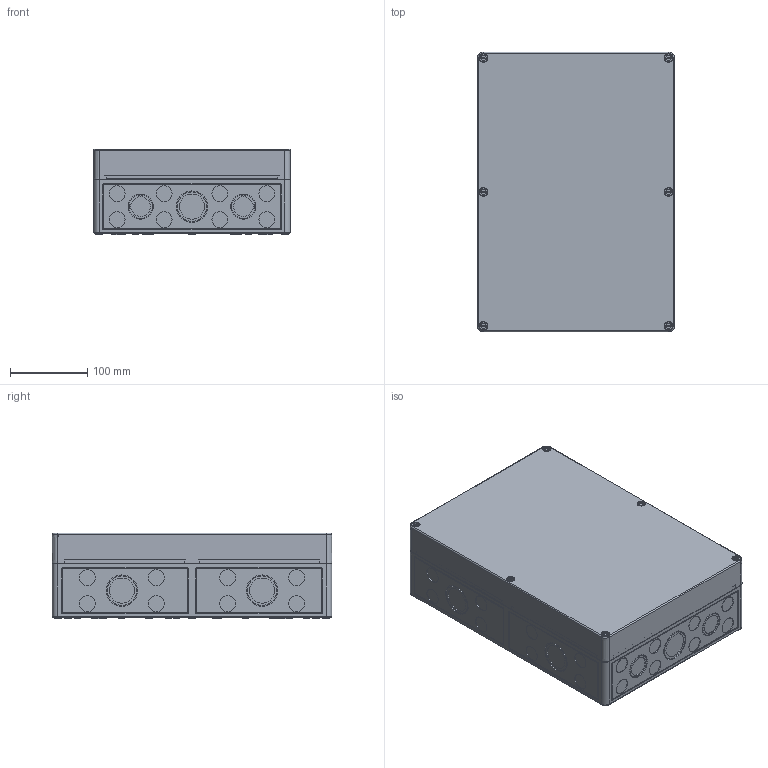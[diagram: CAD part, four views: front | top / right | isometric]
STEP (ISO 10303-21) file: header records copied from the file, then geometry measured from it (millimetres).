
FILE_DESCRIPTION(/* description */ ('STEP AP214'),/* implementation_level */ '2;1');
FILE_NAME(/* name */ '4428.2_CK_PC_3625_111_MV',/* time_stamp */ '2024-01-17T09:02:16+01:00',/* author */ ('License CC BY-ND 4.0'),/* organization */ ('CADENAS'),/* preprocessor_version */ 'ST-DEVELOPER v19.3',/* originating_system */ 'PARTsolutions',/* authorisation */ ' ');
FILE_SCHEMA (('AUTOMOTIVE_DESIGN {1 0 10303 214 3 1 1}'));
Length unit declared in the file: millimetre
Products named in the file (4): 4428.2_CK_PC_3625_111_MV; Schraube_CK58mm-grau; Deckel_CK_PC_3625_111_MV
Assembly tree (8 placements, depth 2):
  4428.2_CK_PC_3625_111_MV
    Schraube_CK58mm-grau  x6
    Deckel_CK_PC_3625_111_MV
    4428.2_CK_PC_3625_111_MV
Bounding box: 254 x 361 x 110.7 mm (x, y, z)
Volume: 1084539.4 mm3; surface area: 691468.2 mm2
Topology: 8 solids, 8 shells, 1573 faces, 3726 edges, 2455 vertices
Faces by surface type: plane 1009, cylinder 488, cone 62, torus 14
Full cylindrical faces by diameter (mm): 2.2 x2, 3.4 x22, 5 x10, 5.8 x12, 7 x6, 8 x30, 8.376 x6, 9 x6, 10.5 x6, 10.518 x6, 14 x4, 17 x4, 19 x4, 20.5 x32, 25.5 x4, 29.96 x4, 32.5 x10, 37.96 x6, 40.5 x6
Entity records: 33533 total; most frequent: DIRECTION 6026, CARTESIAN_POINT 5690, ORIENTED_EDGE 5200, EDGE_CURVE 2600, AXIS2_PLACEMENT_3D 2236, VERTEX_POINT 1832, EDGE_LOOP 1644, FACE_BOUND 1644
